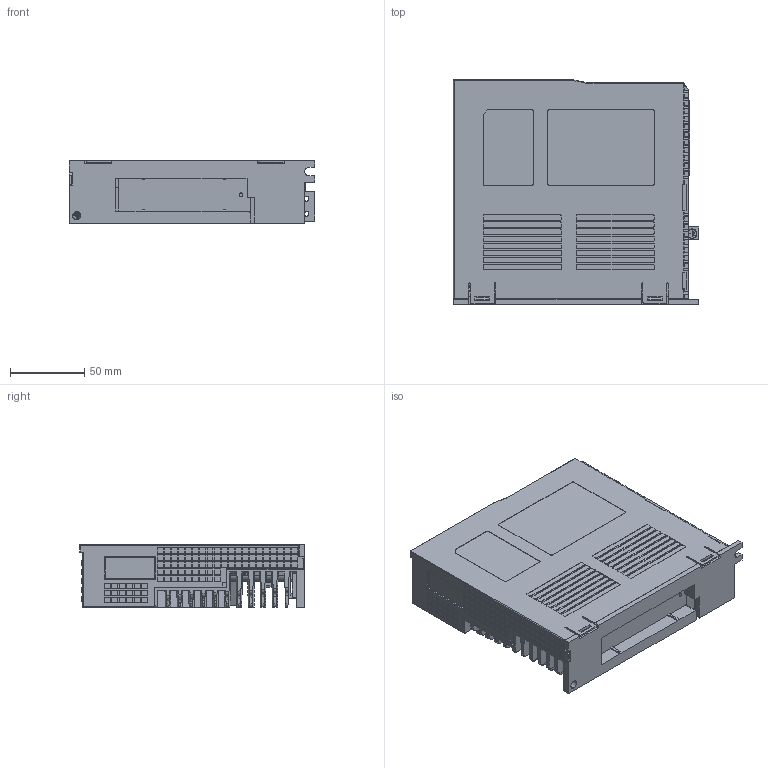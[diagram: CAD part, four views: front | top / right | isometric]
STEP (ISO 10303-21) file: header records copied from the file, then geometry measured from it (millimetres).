
FILE_DESCRIPTION((''),'2;1');
FILE_NAME('X1EA040A_1_1_ASM_ASM_ASM','2021-09-16T',('kjl'),(''),'PRO/ENGINEER BY PARAMETRIC TECHNOLOGY CORPORATION, 2010280','PRO/ENGINEER BY PARAMETRIC TECHNOLOGY CORPORATION, 2010280','');
FILE_SCHEMA(('AUTOMOTIVE_DESIGN_CC2 { 1 2 10303 214 -1 1 5 2 }'));
Products named in the file (4): MANIFOLD_SOLID_BREP_98655; MANIFOLD_SOLID_BREP_121246; C-5787956-01-O-3D_2; X1EA040A_1_1_ASM_ASM_ASM
Assembly tree (3 placements, depth 2):
  X1EA040A_1_1_ASM_ASM_ASM
    MANIFOLD_SOLID_BREP_98655
    MANIFOLD_SOLID_BREP_121246
    C-5787956-01-O-3D_2
Bounding box: 165 x 151 x 42 mm (x, y, z)
Volume: 626364.4 mm3; surface area: 189207.2 mm2
Topology: 3 solids, 3 shells, 3165 faces, 8564 edges, 5536 vertices
Faces by surface type: plane 2189, cylinder 740, cone 87, sphere 62, torus 46, bspline 39, extrusion 2
Entity records: 112190 total; most frequent: CARTESIAN_POINT 20434, ORIENTED_EDGE 16976, DIRECTION 15752, EDGE_CURVE 8488, VECTOR 6482, LINE 6480, VERTEX_POINT 5536, AXIS2_PLACEMENT_3D 4635
